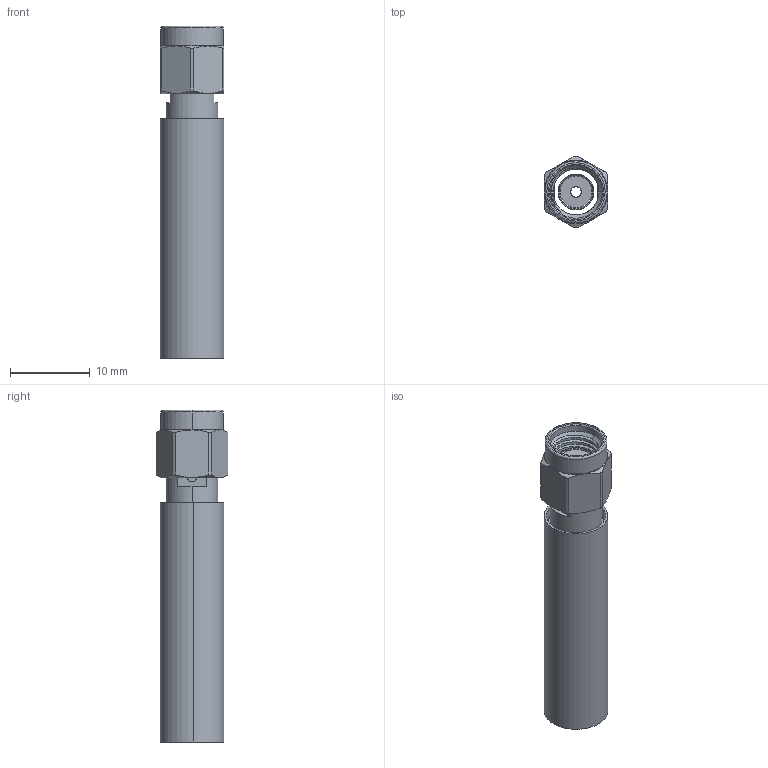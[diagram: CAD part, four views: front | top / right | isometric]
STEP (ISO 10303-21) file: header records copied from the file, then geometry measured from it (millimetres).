
FILE_DESCRIPTION (( 'STEP AP214' ), '1' );
FILE_NAME ('31-045-1-D3-AD.STEP', '2024-08-12T19:02:38', ( '' ), ( '' ), 'SwSTEP 2.0', 'SolidWorks 2024', '' );
FILE_SCHEMA (( 'AUTOMOTIVE_DESIGN' ));
Length unit declared in the file: millimetre
Products named in the file (1): 31-045-1-D3-AD
Bounding box: 8 x 9 x 41.61 mm (x, y, z)
Surface area: 2014.2 mm2 (no closed solid volume)
Topology: 0 solids, 7 shells, 73 faces, 184 edges, 121 vertices
Faces by surface type: cylinder 28, cone 21, plane 20, torus 2, bspline 2
Entity records: 2792 total; most frequent: CARTESIAN_POINT 1060, DIRECTION 372, ORIENTED_EDGE 340, EDGE_CURVE 184, AXIS2_PLACEMENT_3D 158, VERTEX_POINT 121, CIRCLE 86, EDGE_LOOP 83
